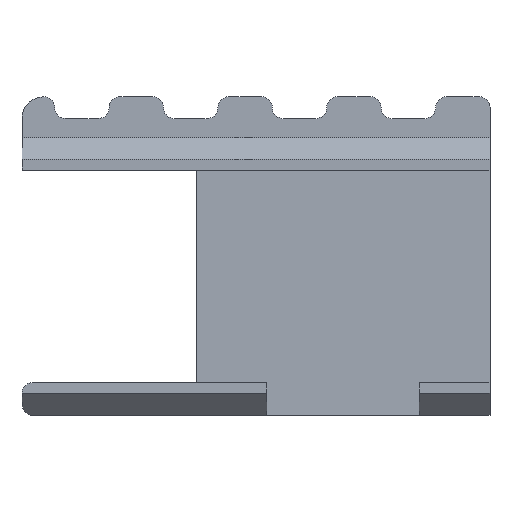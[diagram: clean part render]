
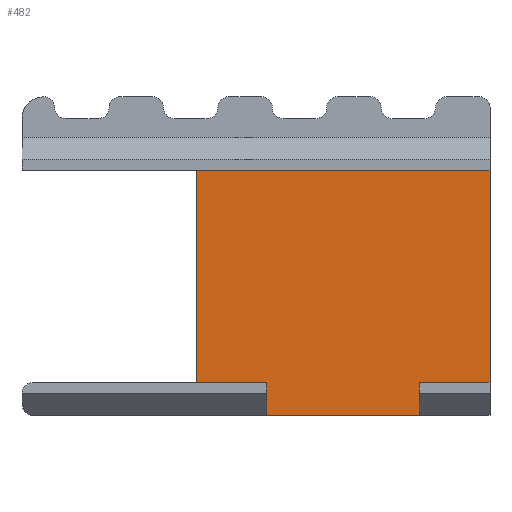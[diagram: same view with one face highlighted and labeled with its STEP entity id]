
A CAD part, top view. The second image highlights one B-rep face of the part: STEP entity #482.
In plain terms, the highlighted planar face has unit normal (0, 0, 1).
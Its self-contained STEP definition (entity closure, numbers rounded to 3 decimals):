
#13 = CARTESIAN_POINT ( 'NONE',  ( -13.5, 0., 2. ) ) ;
#22 = ORIENTED_EDGE ( 'NONE', *, *, #384, .F. ) ;
#37 = CARTESIAN_POINT ( 'NONE',  ( 0., 0., 2. ) ) ;
#69 = CARTESIAN_POINT ( 'NONE',  ( -13.5, -9.75, 2. ) ) ;
#80 = LINE ( 'NONE', #2137, #2343 ) ;
#83 = VERTEX_POINT ( 'NONE', #413 ) ;
#96 = DIRECTION ( 'NONE',  ( 0., -1., 0. ) ) ;
#100 = EDGE_CURVE ( 'NONE', #83, #1719, #2280, .T. ) ;
#109 = CARTESIAN_POINT ( 'NONE',  ( 7., 0., 2. ) ) ;
#204 = DIRECTION ( 'NONE',  ( -1., 0., 0. ) ) ;
#224 = CARTESIAN_POINT ( 'NONE',  ( 13.5, 0., 2. ) ) ;
#356 = VERTEX_POINT ( 'NONE', #775 ) ;
#373 = VERTEX_POINT ( 'NONE', #968 ) ;
#375 = VECTOR ( 'NONE', #1381, 1000. ) ;
#384 = EDGE_CURVE ( 'NONE', #768, #1719, #1515, .T. ) ;
#389 = LINE ( 'NONE', #13, #1636 ) ;
#413 = CARTESIAN_POINT ( 'NONE',  ( 7., -9.75, 2. ) ) ;
#445 = DIRECTION ( 'NONE',  ( 1., 0., 0. ) ) ;
#482 = ADVANCED_FACE ( 'NONE', ( #1309 ), #1704, .T. ) ;
#526 = EDGE_CURVE ( 'NONE', #817, #356, #2289, .T. ) ;
#555 = VECTOR ( 'NONE', #96, 1000. ) ;
#556 = ORIENTED_EDGE ( 'NONE', *, *, #726, .F. ) ;
#657 = ORIENTED_EDGE ( 'NONE', *, *, #526, .T. ) ;
#726 = EDGE_CURVE ( 'NONE', #83, #373, #2130, .T. ) ;
#768 = VERTEX_POINT ( 'NONE', #1241 ) ;
#775 = CARTESIAN_POINT ( 'NONE',  ( -7., -12.75, 2. ) ) ;
#788 = DIRECTION ( 'NONE',  ( 0., 0., 1. ) ) ;
#799 = CARTESIAN_POINT ( 'NONE',  ( -7., 0., 2. ) ) ;
#803 = CARTESIAN_POINT ( 'NONE',  ( 13.5, -9.75, 2. ) ) ;
#817 = VERTEX_POINT ( 'NONE', #2010 ) ;
#831 = DIRECTION ( 'NONE',  ( 1., 0., 0. ) ) ;
#915 = ORIENTED_EDGE ( 'NONE', *, *, #100, .T. ) ;
#968 = CARTESIAN_POINT ( 'NONE',  ( 7., -12.75, 2. ) ) ;
#1039 = VERTEX_POINT ( 'NONE', #69 ) ;
#1106 = EDGE_CURVE ( 'NONE', #1039, #817, #80, .T. ) ;
#1120 = VECTOR ( 'NONE', #204, 1000. ) ;
#1150 = LINE ( 'NONE', #1162, #2106 ) ;
#1162 = CARTESIAN_POINT ( 'NONE',  ( 13.5, -12.75, 2. ) ) ;
#1173 = CARTESIAN_POINT ( 'NONE',  ( 0., -9.75, 2. ) ) ;
#1241 = CARTESIAN_POINT ( 'NONE',  ( 13.5, 9.75, 2. ) ) ;
#1309 = FACE_OUTER_BOUND ( 'NONE', #1958, .T. ) ;
#1320 = VECTOR ( 'NONE', #1682, 1000. ) ;
#1381 = DIRECTION ( 'NONE',  ( 0., -1., 0. ) ) ;
#1388 = EDGE_CURVE ( 'NONE', #768, #1593, #1706, .T. ) ;
#1436 = AXIS2_PLACEMENT_3D ( 'NONE', #37, #788, #445 ) ;
#1469 = EDGE_CURVE ( 'NONE', #1039, #1593, #389, .T. ) ;
#1483 = EDGE_CURVE ( 'NONE', #373, #356, #1150, .T. ) ;
#1500 = ORIENTED_EDGE ( 'NONE', *, *, #1388, .T. ) ;
#1515 = LINE ( 'NONE', #224, #1320 ) ;
#1538 = CARTESIAN_POINT ( 'NONE',  ( 0., 9.75, 2. ) ) ;
#1593 = VERTEX_POINT ( 'NONE', #1867 ) ;
#1636 = VECTOR ( 'NONE', #1727, 1000. ) ;
#1682 = DIRECTION ( 'NONE',  ( 0., -1., 0. ) ) ;
#1704 = PLANE ( 'NONE',  #1436 ) ;
#1706 = LINE ( 'NONE', #1538, #1120 ) ;
#1719 = VERTEX_POINT ( 'NONE', #803 ) ;
#1727 = DIRECTION ( 'NONE',  ( 0., 1., 0. ) ) ;
#1771 = VECTOR ( 'NONE', #2328, 1000. ) ;
#1781 = ORIENTED_EDGE ( 'NONE', *, *, #1469, .F. ) ;
#1867 = CARTESIAN_POINT ( 'NONE',  ( -13.5, 9.75, 2. ) ) ;
#1907 = DIRECTION ( 'NONE',  ( -1., 0., 0. ) ) ;
#1958 = EDGE_LOOP ( 'NONE', ( #1500, #1781, #2011, #657, #2393, #556, #915, #22 ) ) ;
#2010 = CARTESIAN_POINT ( 'NONE',  ( -7., -9.75, 2. ) ) ;
#2011 = ORIENTED_EDGE ( 'NONE', *, *, #1106, .T. ) ;
#2106 = VECTOR ( 'NONE', #1907, 1000. ) ;
#2130 = LINE ( 'NONE', #109, #555 ) ;
#2137 = CARTESIAN_POINT ( 'NONE',  ( 0., -9.75, 2. ) ) ;
#2280 = LINE ( 'NONE', #1173, #1771 ) ;
#2289 = LINE ( 'NONE', #799, #375 ) ;
#2328 = DIRECTION ( 'NONE',  ( 1., 0., 0. ) ) ;
#2343 = VECTOR ( 'NONE', #831, 1000. ) ;
#2393 = ORIENTED_EDGE ( 'NONE', *, *, #1483, .F. ) ;
